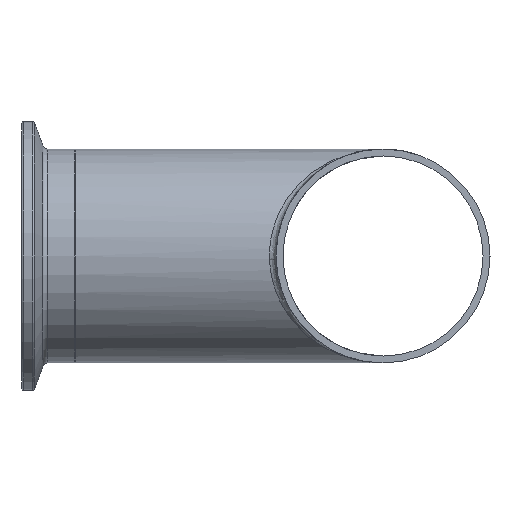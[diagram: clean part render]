
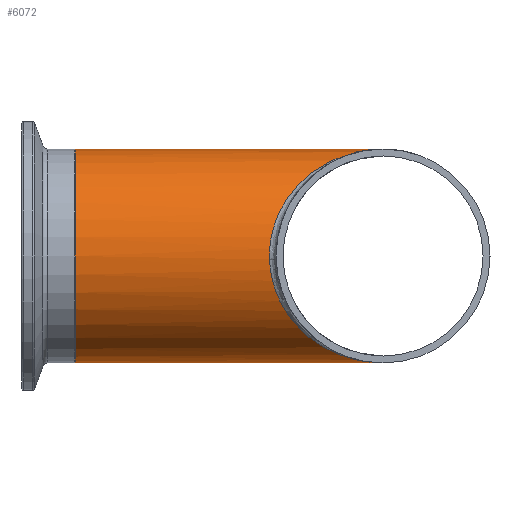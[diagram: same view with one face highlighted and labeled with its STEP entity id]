
A CAD part, left-side view. The second image highlights one B-rep face of the part: STEP entity #6072.
In plain terms, the highlighted cylindrical face has radius 25.4 mm (diameter 50.8 mm), a full revolution.
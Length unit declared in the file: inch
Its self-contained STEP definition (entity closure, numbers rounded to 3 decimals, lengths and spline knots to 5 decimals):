
#85=ELLIPSE('',#6441,1.45908,1.);
#86=ELLIPSE('',#6442,1.45908,1.);
#145=FACE_BOUND('',#1168,.T.);
#776=FACE_OUTER_BOUND('',#1167,.T.);
#1167=EDGE_LOOP('',(#5647,#5648));
#1168=EDGE_LOOP('',(#5649));
#2404=CIRCLE('',#6440,1.);
#2980=VERTEX_POINT('',#13138);
#2981=VERTEX_POINT('',#13139);
#3000=VERTEX_POINT('',#13200);
#3883=EDGE_CURVE('',#3000,#3000,#2404,.T.);
#3884=EDGE_CURVE('',#2981,#2980,#85,.T.);
#3885=EDGE_CURVE('',#2980,#2981,#86,.T.);
#5647=ORIENTED_EDGE('',*,*,#3885,.F.);
#5648=ORIENTED_EDGE('',*,*,#3884,.F.);
#5649=ORIENTED_EDGE('',*,*,#3883,.T.);
#5695=CYLINDRICAL_SURFACE('',#6450,1.);
#6072=ADVANCED_FACE('',(#776,#145),#5695,.T.);
#6440=AXIS2_PLACEMENT_3D('',#13201,#7588,#7589);
#6441=AXIS2_PLACEMENT_3D('',#13252,#7590,#7591);
#6442=AXIS2_PLACEMENT_3D('',#13303,#7592,#7593);
#6450=AXIS2_PLACEMENT_3D('',#13316,#7608,#7609);
#7588=DIRECTION('center_axis',(0.,-1.,0.));
#7589=DIRECTION('ref_axis',(1.,0.,0.));
#7590=DIRECTION('center_axis',(-0.728,-0.685,0.));
#7591=DIRECTION('ref_axis',(-0.685,0.728,0.));
#7592=DIRECTION('center_axis',(0.728,-0.685,0.));
#7593=DIRECTION('ref_axis',(0.685,0.728,0.));
#7608=DIRECTION('center_axis',(0.,-1.,0.));
#7609=DIRECTION('ref_axis',(1.,0.,0.));
#13138=CARTESIAN_POINT('',(0.,0.,-1.));
#13139=CARTESIAN_POINT('',(0.,0.,1.));
#13200=CARTESIAN_POINT('',(-1.,2.875,0.));
#13201=CARTESIAN_POINT('Origin',(0.,2.875,0.));
#13252=CARTESIAN_POINT('Origin',(0.,0.,0.));
#13303=CARTESIAN_POINT('Origin',(0.,0.,0.));
#13316=CARTESIAN_POINT('Origin',(0.,2.875,0.));
